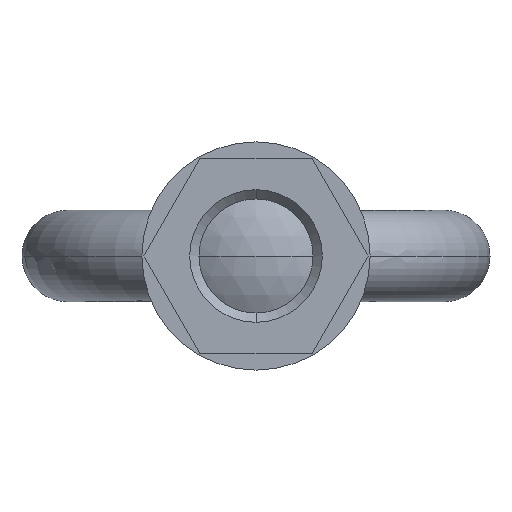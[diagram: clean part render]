
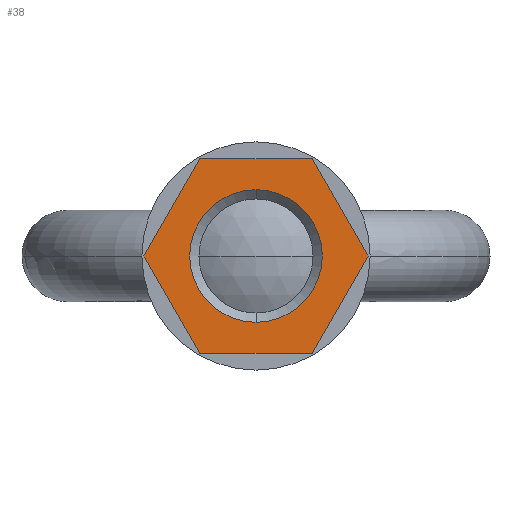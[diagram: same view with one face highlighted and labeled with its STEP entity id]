
A CAD part, front view. The second image highlights one B-rep face of the part: STEP entity #38.
In plain terms, the highlighted face is planar.
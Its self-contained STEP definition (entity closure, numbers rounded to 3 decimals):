
#6 = VERTEX_POINT ( 'NONE', #302 ) ;
#7 = EDGE_CURVE ( 'NONE', #63, #13, #301, .T. ) ;
#10 = EDGE_CURVE ( 'NONE', #6, #21, #297, .T. ) ;
#13 = VERTEX_POINT ( 'NONE', #291 ) ;
#21 = VERTEX_POINT ( 'NONE', #280 ) ;
#28 = EDGE_CURVE ( 'NONE', #52, #63, #265, .T. ) ;
#33 = EDGE_LOOP ( 'NONE', ( #35, #36 ) ) ;
#34 = EDGE_CURVE ( 'NONE', #21, #6, #254, .T. ) ;
#35 = ORIENTED_EDGE ( 'NONE', *, *, #10, .T. ) ;
#36 = ORIENTED_EDGE ( 'NONE', *, *, #34, .T. ) ;
#37 = EDGE_LOOP ( 'NONE', ( #100, #101, #102, #103, #104, #105 ) ) ;
#38 = ADVANCED_FACE ( 'NONE', ( #249, #248 ), #247, .T. ) ;
#40 = EDGE_CURVE ( 'NONE', #92, #113, #371, .T. ) ;
#52 = VERTEX_POINT ( 'NONE', #352 ) ;
#54 = EDGE_CURVE ( 'NONE', #122, #52, #351, .T. ) ;
#63 = VERTEX_POINT ( 'NONE', #433 ) ;
#89 = EDGE_CURVE ( 'NONE', #13, #92, #331, .T. ) ;
#92 = VERTEX_POINT ( 'NONE', #327 ) ;
#100 = ORIENTED_EDGE ( 'NONE', *, *, #112, .T. ) ;
#101 = ORIENTED_EDGE ( 'NONE', *, *, #54, .T. ) ;
#102 = ORIENTED_EDGE ( 'NONE', *, *, #28, .T. ) ;
#103 = ORIENTED_EDGE ( 'NONE', *, *, #7, .T. ) ;
#104 = ORIENTED_EDGE ( 'NONE', *, *, #89, .T. ) ;
#105 = ORIENTED_EDGE ( 'NONE', *, *, #40, .T. ) ;
#112 = EDGE_CURVE ( 'NONE', #113, #122, #590, .T. ) ;
#113 = VERTEX_POINT ( 'NONE', #576 ) ;
#122 = VERTEX_POINT ( 'NONE', #603 ) ;
#247 = PLANE ( 'NONE',  #375 ) ;
#248 = FACE_OUTER_BOUND ( 'NONE', #37, .T. ) ;
#249 = FACE_BOUND ( 'NONE', #33, .T. ) ;
#250 = DIRECTION ( 'NONE',  ( 1., 0., 0. ) ) ;
#251 = DIRECTION ( 'NONE',  ( 0., 0., -1. ) ) ;
#252 = CARTESIAN_POINT ( 'NONE',  ( 0., 0., 8. ) ) ;
#253 = AXIS2_PLACEMENT_3D ( 'NONE', #252, #251, #250 ) ;
#254 = CIRCLE ( 'NONE', #253, 5.812 ) ;
#257 = DIRECTION ( 'NONE',  ( 0., -1., 0. ) ) ;
#258 = VECTOR ( 'NONE', #257, 1000. ) ;
#259 = CARTESIAN_POINT ( 'NONE',  ( -8.5, 4.907, 8. ) ) ;
#265 = LINE ( 'NONE', #259, #258 ) ;
#280 = CARTESIAN_POINT ( 'NONE',  ( -5.812, 0., 8. ) ) ;
#291 = CARTESIAN_POINT ( 'NONE',  ( 0., -9.815, 8. ) ) ;
#293 = DIRECTION ( 'NONE',  ( 1., 0., 0. ) ) ;
#294 = DIRECTION ( 'NONE',  ( 0., 0., -1. ) ) ;
#295 = CARTESIAN_POINT ( 'NONE',  ( 0., 0., 8. ) ) ;
#296 = AXIS2_PLACEMENT_3D ( 'NONE', #295, #294, #293 ) ;
#297 = CIRCLE ( 'NONE', #296, 5.812 ) ;
#298 = DIRECTION ( 'NONE',  ( 0.866, -0.5, 0. ) ) ;
#299 = VECTOR ( 'NONE', #298, 1000. ) ;
#300 = CARTESIAN_POINT ( 'NONE',  ( -8.5, -4.907, 8. ) ) ;
#301 = LINE ( 'NONE', #300, #299 ) ;
#302 = CARTESIAN_POINT ( 'NONE',  ( 5.812, 0., 8. ) ) ;
#327 = CARTESIAN_POINT ( 'NONE',  ( 8.5, -4.907, 8. ) ) ;
#328 = DIRECTION ( 'NONE',  ( 0.866, 0.5, 0. ) ) ;
#329 = VECTOR ( 'NONE', #328, 1000. ) ;
#330 = CARTESIAN_POINT ( 'NONE',  ( 0., -9.815, 8. ) ) ;
#331 = LINE ( 'NONE', #330, #329 ) ;
#348 = DIRECTION ( 'NONE',  ( -0.866, -0.5, 0. ) ) ;
#349 = VECTOR ( 'NONE', #348, 1000. ) ;
#350 = CARTESIAN_POINT ( 'NONE',  ( 0., 9.815, 8. ) ) ;
#351 = LINE ( 'NONE', #350, #349 ) ;
#352 = CARTESIAN_POINT ( 'NONE',  ( -8.5, 4.907, 8. ) ) ;
#368 = DIRECTION ( 'NONE',  ( 0., 1., 0. ) ) ;
#369 = VECTOR ( 'NONE', #368, 1000. ) ;
#370 = CARTESIAN_POINT ( 'NONE',  ( 8.5, -4.907, 8. ) ) ;
#371 = LINE ( 'NONE', #370, #369 ) ;
#372 = DIRECTION ( 'NONE',  ( 1., 0., 0. ) ) ;
#373 = DIRECTION ( 'NONE',  ( 0., 0., 1. ) ) ;
#374 = CARTESIAN_POINT ( 'NONE',  ( -8.5, 14.722, 8. ) ) ;
#375 = AXIS2_PLACEMENT_3D ( 'NONE', #374, #373, #372 ) ;
#433 = CARTESIAN_POINT ( 'NONE',  ( -8.5, -4.907, 8. ) ) ;
#576 = CARTESIAN_POINT ( 'NONE',  ( 8.5, 4.907, 8. ) ) ;
#577 = DIRECTION ( 'NONE',  ( -0.866, 0.5, 0. ) ) ;
#588 = VECTOR ( 'NONE', #577, 1000. ) ;
#589 = CARTESIAN_POINT ( 'NONE',  ( 8.5, 4.907, 8. ) ) ;
#590 = LINE ( 'NONE', #589, #588 ) ;
#603 = CARTESIAN_POINT ( 'NONE',  ( 0., 9.815, 8. ) ) ;
